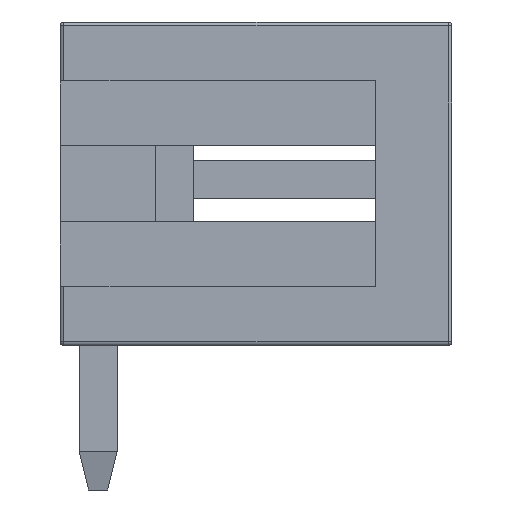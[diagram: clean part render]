
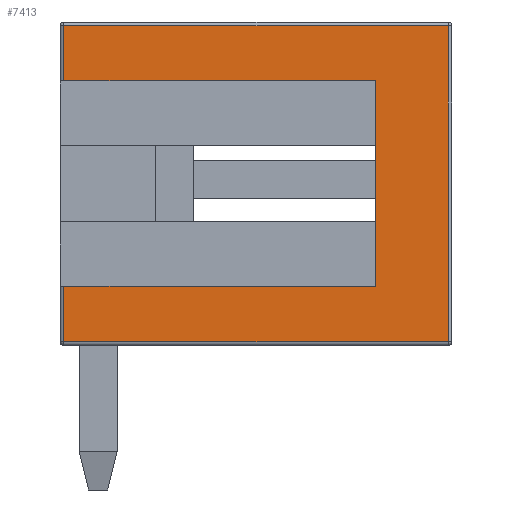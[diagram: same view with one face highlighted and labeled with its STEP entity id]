
A CAD part, left-side view. The second image highlights one B-rep face of the part: STEP entity #7413.
In plain terms, the highlighted planar face has unit normal (-1, 0, 0).
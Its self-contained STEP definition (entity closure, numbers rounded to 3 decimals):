
#3332 = VERTEX_POINT('',#3333);
#3333 = CARTESIAN_POINT('',(-2.8,0.9,0.1));
#3340 = EDGE_CURVE('',#3332,#3341,#3343,.T.);
#3341 = VERTEX_POINT('',#3342);
#3342 = CARTESIAN_POINT('',(-2.8,-9.2,0.1));
#3343 = LINE('',#3344,#3345);
#3344 = CARTESIAN_POINT('',(-2.8,1.,0.1));
#3345 = VECTOR('',#3346,1.);
#3346 = DIRECTION('',(0.,-1.,0.));
#7413 = ADVANCED_FACE('',(#7414),#7471,.F.);
#7414 = FACE_BOUND('',#7415,.F.);
#7415 = EDGE_LOOP('',(#7416,#7417,#7425,#7433,#7441,#7449,#7457,#7465));
#7416 = ORIENTED_EDGE('',*,*,#3340,.F.);
#7417 = ORIENTED_EDGE('',*,*,#7418,.F.);
#7418 = EDGE_CURVE('',#7419,#3332,#7421,.T.);
#7419 = VERTEX_POINT('',#7420);
#7420 = CARTESIAN_POINT('',(-2.8,0.9,1.55));
#7421 = LINE('',#7422,#7423);
#7422 = CARTESIAN_POINT('',(-2.8,0.9,8.5));
#7423 = VECTOR('',#7424,1.);
#7424 = DIRECTION('',(0.,0.,-1.));
#7425 = ORIENTED_EDGE('',*,*,#7426,.F.);
#7426 = EDGE_CURVE('',#7427,#7419,#7429,.T.);
#7427 = VERTEX_POINT('',#7428);
#7428 = CARTESIAN_POINT('',(-2.8,-7.3,1.55));
#7429 = LINE('',#7430,#7431);
#7430 = CARTESIAN_POINT('',(-2.8,-3.15,1.55));
#7431 = VECTOR('',#7432,1.);
#7432 = DIRECTION('',(0.,1.,0.));
#7433 = ORIENTED_EDGE('',*,*,#7434,.F.);
#7434 = EDGE_CURVE('',#7435,#7427,#7437,.T.);
#7435 = VERTEX_POINT('',#7436);
#7436 = CARTESIAN_POINT('',(-2.8,-7.3,6.95));
#7437 = LINE('',#7438,#7439);
#7438 = CARTESIAN_POINT('',(-2.8,-7.3,6.375));
#7439 = VECTOR('',#7440,1.);
#7440 = DIRECTION('',(0.,0.,-1.));
#7441 = ORIENTED_EDGE('',*,*,#7442,.F.);
#7442 = EDGE_CURVE('',#7443,#7435,#7445,.T.);
#7443 = VERTEX_POINT('',#7444);
#7444 = CARTESIAN_POINT('',(-2.8,0.9,6.95));
#7445 = LINE('',#7446,#7447);
#7446 = CARTESIAN_POINT('',(-2.8,5.15,6.95));
#7447 = VECTOR('',#7448,1.);
#7448 = DIRECTION('',(0.,-1.,0.));
#7449 = ORIENTED_EDGE('',*,*,#7450,.F.);
#7450 = EDGE_CURVE('',#7451,#7443,#7453,.T.);
#7451 = VERTEX_POINT('',#7452);
#7452 = CARTESIAN_POINT('',(-2.8,0.9,8.4));
#7453 = LINE('',#7454,#7455);
#7454 = CARTESIAN_POINT('',(-2.8,0.9,8.5));
#7455 = VECTOR('',#7456,1.);
#7456 = DIRECTION('',(0.,0.,-1.));
#7457 = ORIENTED_EDGE('',*,*,#7458,.T.);
#7458 = EDGE_CURVE('',#7451,#7459,#7461,.T.);
#7459 = VERTEX_POINT('',#7460);
#7460 = CARTESIAN_POINT('',(-2.8,-9.2,8.4));
#7461 = LINE('',#7462,#7463);
#7462 = CARTESIAN_POINT('',(-2.8,1.,8.4));
#7463 = VECTOR('',#7464,1.);
#7464 = DIRECTION('',(0.,-1.,0.));
#7465 = ORIENTED_EDGE('',*,*,#7466,.T.);
#7466 = EDGE_CURVE('',#7459,#3341,#7467,.T.);
#7467 = LINE('',#7468,#7469);
#7468 = CARTESIAN_POINT('',(-2.8,-9.2,8.5));
#7469 = VECTOR('',#7470,1.);
#7470 = DIRECTION('',(0.,0.,-1.));
#7471 = PLANE('',#7472);
#7472 = AXIS2_PLACEMENT_3D('',#7473,#7474,#7475);
#7473 = CARTESIAN_POINT('',(-2.8,1.,8.5));
#7474 = DIRECTION('',(1.,0.,0.));
#7475 = DIRECTION('',(0.,0.,-1.));
